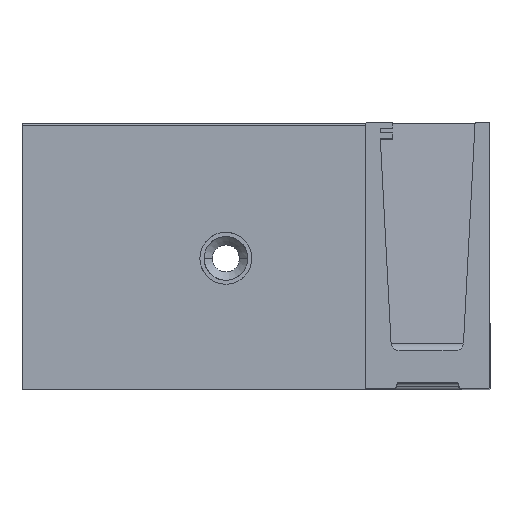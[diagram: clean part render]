
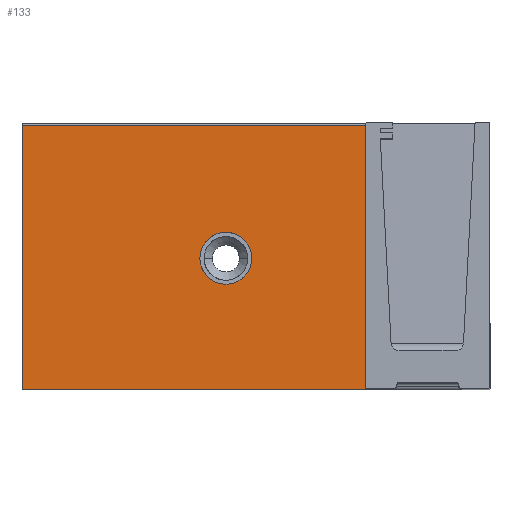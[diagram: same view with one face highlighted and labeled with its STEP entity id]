
A CAD part, top view. The second image highlights one B-rep face of the part: STEP entity #133.
In plain terms, the highlighted planar face has unit normal (0, 0, 1).
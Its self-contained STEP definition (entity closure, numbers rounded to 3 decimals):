
#5 = DIRECTION ( 'NONE',  ( 0., 0., 1. ) ) ;
#34 = VERTEX_POINT ( 'NONE', #732 ) ;
#88 = VECTOR ( 'NONE', #628, 1000. ) ;
#119 = DIRECTION ( 'NONE',  ( 1., 0., 0. ) ) ;
#132 = CARTESIAN_POINT ( 'NONE',  ( 110.5, 63., 0. ) ) ;
#133 = ADVANCED_FACE ( 'NONE', ( #153, #1338 ), #750, .T. ) ;
#153 = FACE_BOUND ( 'NONE', #1252, .T. ) ;
#160 = AXIS2_PLACEMENT_3D ( 'NONE', #1743, #700, #995 ) ;
#200 = LINE ( 'NONE', #973, #543 ) ;
#203 = CIRCLE ( 'NONE', #363, 12.5 ) ;
#205 = VERTEX_POINT ( 'NONE', #1238 ) ;
#248 = CARTESIAN_POINT ( 'NONE',  ( 98., 63., 0. ) ) ;
#294 = LINE ( 'NONE', #1366, #940 ) ;
#363 = AXIS2_PLACEMENT_3D ( 'NONE', #248, #691, #1016 ) ;
#364 = EDGE_CURVE ( 'NONE', #34, #1641, #200, .T. ) ;
#509 = EDGE_CURVE ( 'NONE', #532, #892, #756, .T. ) ;
#512 = AXIS2_PLACEMENT_3D ( 'NONE', #1362, #5, #1219 ) ;
#532 = VERTEX_POINT ( 'NONE', #132 ) ;
#543 = VECTOR ( 'NONE', #630, 1000. ) ;
#628 = DIRECTION ( 'NONE',  ( 0., -1., 0. ) ) ;
#630 = DIRECTION ( 'NONE',  ( 1., 0., 0. ) ) ;
#657 = EDGE_CURVE ( 'NONE', #892, #532, #203, .T. ) ;
#691 = DIRECTION ( 'NONE',  ( 0., 0., 1. ) ) ;
#700 = DIRECTION ( 'NONE',  ( 0., 0., 1. ) ) ;
#721 = CARTESIAN_POINT ( 'NONE',  ( 85.5, 63., 0. ) ) ;
#732 = CARTESIAN_POINT ( 'NONE',  ( 0., 127., 0. ) ) ;
#734 = DIRECTION ( 'NONE',  ( 0., 1., 0. ) ) ;
#749 = ORIENTED_EDGE ( 'NONE', *, *, #1737, .T. ) ;
#750 = PLANE ( 'NONE',  #512 ) ;
#756 = CIRCLE ( 'NONE', #160, 12.5 ) ;
#787 = VERTEX_POINT ( 'NONE', #1025 ) ;
#867 = LINE ( 'NONE', #1477, #1422 ) ;
#892 = VERTEX_POINT ( 'NONE', #721 ) ;
#940 = VECTOR ( 'NONE', #734, 1000. ) ;
#950 = ORIENTED_EDGE ( 'NONE', *, *, #509, .F. ) ;
#973 = CARTESIAN_POINT ( 'NONE',  ( 0., 127., 0. ) ) ;
#995 = DIRECTION ( 'NONE',  ( 1., 0., 0. ) ) ;
#1016 = DIRECTION ( 'NONE',  ( 1., 0., 0. ) ) ;
#1025 = CARTESIAN_POINT ( 'NONE',  ( 165., 0., 0. ) ) ;
#1219 = DIRECTION ( 'NONE',  ( 1., 0., 0. ) ) ;
#1238 = CARTESIAN_POINT ( 'NONE',  ( 0., 0., 0. ) ) ;
#1252 = EDGE_LOOP ( 'NONE', ( #950, #1837 ) ) ;
#1338 = FACE_OUTER_BOUND ( 'NONE', #1546, .T. ) ;
#1362 = CARTESIAN_POINT ( 'NONE',  ( 0., 127., 0. ) ) ;
#1366 = CARTESIAN_POINT ( 'NONE',  ( 165., 127., 0. ) ) ;
#1369 = LINE ( 'NONE', #1514, #88 ) ;
#1383 = EDGE_CURVE ( 'NONE', #34, #205, #1369, .T. ) ;
#1422 = VECTOR ( 'NONE', #119, 1000. ) ;
#1453 = ORIENTED_EDGE ( 'NONE', *, *, #364, .F. ) ;
#1469 = CARTESIAN_POINT ( 'NONE',  ( 165., 127., 0. ) ) ;
#1477 = CARTESIAN_POINT ( 'NONE',  ( 0., 0., 0. ) ) ;
#1502 = ORIENTED_EDGE ( 'NONE', *, *, #1383, .T. ) ;
#1514 = CARTESIAN_POINT ( 'NONE',  ( 0., 127., 0. ) ) ;
#1546 = EDGE_LOOP ( 'NONE', ( #749, #1825, #1453, #1502 ) ) ;
#1641 = VERTEX_POINT ( 'NONE', #1469 ) ;
#1737 = EDGE_CURVE ( 'NONE', #205, #787, #867, .T. ) ;
#1743 = CARTESIAN_POINT ( 'NONE',  ( 98., 63., 0. ) ) ;
#1801 = EDGE_CURVE ( 'NONE', #787, #1641, #294, .T. ) ;
#1825 = ORIENTED_EDGE ( 'NONE', *, *, #1801, .T. ) ;
#1837 = ORIENTED_EDGE ( 'NONE', *, *, #657, .F. ) ;
